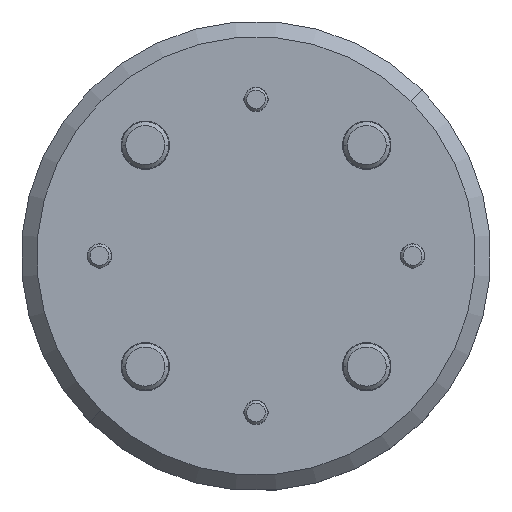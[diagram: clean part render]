
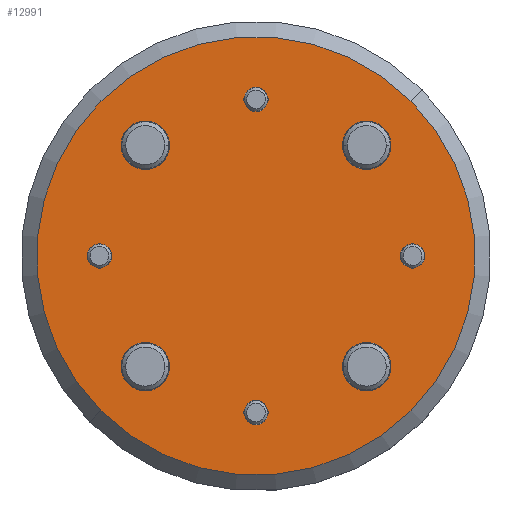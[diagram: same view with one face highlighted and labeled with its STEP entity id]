
A CAD part, top view. The second image highlights one B-rep face of the part: STEP entity #12991.
In plain terms, the highlighted planar face has unit normal (0, 0, 1).
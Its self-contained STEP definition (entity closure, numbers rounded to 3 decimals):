
#11933=CARTESIAN_POINT('Vertex',(-20.,3.1,8.)) ;
#11936=CARTESIAN_POINT('Axis2P3D Location',(-20.,0.,8.)) ;
#11940=CARTESIAN_POINT('Vertex',(-20.,-3.1,8.)) ;
#11960=CARTESIAN_POINT('Axis2P3D Location',(-20.,0.,8.)) ;
#11990=CARTESIAN_POINT('Vertex',(20.,3.1,8.)) ;
#11993=CARTESIAN_POINT('Axis2P3D Location',(20.,0.,8.)) ;
#11997=CARTESIAN_POINT('Vertex',(20.,-3.1,8.)) ;
#12017=CARTESIAN_POINT('Axis2P3D Location',(20.,0.,8.)) ;
#12047=CARTESIAN_POINT('Vertex',(3.1,20.,8.)) ;
#12050=CARTESIAN_POINT('Axis2P3D Location',(0.,20.,8.)) ;
#12054=CARTESIAN_POINT('Vertex',(-3.1,20.,8.)) ;
#12074=CARTESIAN_POINT('Axis2P3D Location',(0.,20.,8.)) ;
#12104=CARTESIAN_POINT('Vertex',(3.1,-20.,8.)) ;
#12107=CARTESIAN_POINT('Axis2P3D Location',(0.,-20.,8.)) ;
#12111=CARTESIAN_POINT('Vertex',(-3.1,-20.,8.)) ;
#12131=CARTESIAN_POINT('Axis2P3D Location',(0.,-20.,8.)) ;
#12430=CARTESIAN_POINT('Vertex',(15.692,-14.142,8.)) ;
#12433=CARTESIAN_POINT('Axis2P3D Location',(14.142,-14.142,8.)) ;
#12437=CARTESIAN_POINT('Vertex',(12.592,-14.142,8.)) ;
#12457=CARTESIAN_POINT('Axis2P3D Location',(14.142,-14.142,8.)) ;
#12535=CARTESIAN_POINT('Vertex',(-15.692,-14.142,8.)) ;
#12538=CARTESIAN_POINT('Axis2P3D Location',(-14.142,-14.142,8.)) ;
#12542=CARTESIAN_POINT('Vertex',(-12.592,-14.142,8.)) ;
#12562=CARTESIAN_POINT('Axis2P3D Location',(-14.142,-14.142,8.)) ;
#12640=CARTESIAN_POINT('Vertex',(-15.692,14.142,8.)) ;
#12643=CARTESIAN_POINT('Axis2P3D Location',(-14.142,14.142,8.)) ;
#12647=CARTESIAN_POINT('Vertex',(-12.592,14.142,8.)) ;
#12667=CARTESIAN_POINT('Axis2P3D Location',(-14.142,14.142,8.)) ;
#12745=CARTESIAN_POINT('Vertex',(15.692,14.142,8.)) ;
#12748=CARTESIAN_POINT('Axis2P3D Location',(14.142,14.142,8.)) ;
#12752=CARTESIAN_POINT('Vertex',(12.592,14.142,8.)) ;
#12772=CARTESIAN_POINT('Axis2P3D Location',(14.142,14.142,8.)) ;
#12936=CARTESIAN_POINT('Axis2P3D Location',(0.,0.,8.)) ;
#12941=CARTESIAN_POINT('Axis2P3D Location',(0.,0.,8.)) ;
#12945=CARTESIAN_POINT('Vertex',(-28.,0.,8.)) ;
#12947=CARTESIAN_POINT('Vertex',(28.,0.,8.)) ;
#12950=CARTESIAN_POINT('Axis2P3D Location',(0.,0.,8.)) ;
#11937=DIRECTION('Axis2P3D Direction',(0.,0.,-1.)) ;
#11961=DIRECTION('Axis2P3D Direction',(0.,0.,-1.)) ;
#11994=DIRECTION('Axis2P3D Direction',(0.,0.,-1.)) ;
#12018=DIRECTION('Axis2P3D Direction',(0.,0.,-1.)) ;
#12051=DIRECTION('Axis2P3D Direction',(0.,0.,-1.)) ;
#12075=DIRECTION('Axis2P3D Direction',(0.,0.,-1.)) ;
#12108=DIRECTION('Axis2P3D Direction',(0.,0.,-1.)) ;
#12132=DIRECTION('Axis2P3D Direction',(0.,0.,-1.)) ;
#12434=DIRECTION('Axis2P3D Direction',(0.,0.,1.)) ;
#12458=DIRECTION('Axis2P3D Direction',(0.,0.,1.)) ;
#12539=DIRECTION('Axis2P3D Direction',(0.,0.,1.)) ;
#12563=DIRECTION('Axis2P3D Direction',(0.,0.,1.)) ;
#12644=DIRECTION('Axis2P3D Direction',(0.,0.,1.)) ;
#12668=DIRECTION('Axis2P3D Direction',(0.,0.,1.)) ;
#12749=DIRECTION('Axis2P3D Direction',(0.,0.,1.)) ;
#12773=DIRECTION('Axis2P3D Direction',(0.,0.,1.)) ;
#12937=DIRECTION('Axis2P3D Direction',(0.,0.,1.)) ;
#12938=DIRECTION('Axis2P3D XDirection',(1.,0.,0.)) ;
#12942=DIRECTION('Axis2P3D Direction',(0.,0.,1.)) ;
#12951=DIRECTION('Axis2P3D Direction',(0.,0.,1.)) ;
#11938=AXIS2_PLACEMENT_3D('Circle Axis2P3D',#11936,#11937,$) ;
#11962=AXIS2_PLACEMENT_3D('Circle Axis2P3D',#11960,#11961,$) ;
#11995=AXIS2_PLACEMENT_3D('Circle Axis2P3D',#11993,#11994,$) ;
#12019=AXIS2_PLACEMENT_3D('Circle Axis2P3D',#12017,#12018,$) ;
#12052=AXIS2_PLACEMENT_3D('Circle Axis2P3D',#12050,#12051,$) ;
#12076=AXIS2_PLACEMENT_3D('Circle Axis2P3D',#12074,#12075,$) ;
#12109=AXIS2_PLACEMENT_3D('Circle Axis2P3D',#12107,#12108,$) ;
#12133=AXIS2_PLACEMENT_3D('Circle Axis2P3D',#12131,#12132,$) ;
#12435=AXIS2_PLACEMENT_3D('Circle Axis2P3D',#12433,#12434,$) ;
#12459=AXIS2_PLACEMENT_3D('Circle Axis2P3D',#12457,#12458,$) ;
#12540=AXIS2_PLACEMENT_3D('Circle Axis2P3D',#12538,#12539,$) ;
#12564=AXIS2_PLACEMENT_3D('Circle Axis2P3D',#12562,#12563,$) ;
#12645=AXIS2_PLACEMENT_3D('Circle Axis2P3D',#12643,#12644,$) ;
#12669=AXIS2_PLACEMENT_3D('Circle Axis2P3D',#12667,#12668,$) ;
#12750=AXIS2_PLACEMENT_3D('Circle Axis2P3D',#12748,#12749,$) ;
#12774=AXIS2_PLACEMENT_3D('Circle Axis2P3D',#12772,#12773,$) ;
#12939=AXIS2_PLACEMENT_3D('Plane Axis2P3D',#12936,#12937,#12938) ;
#12943=AXIS2_PLACEMENT_3D('Circle Axis2P3D',#12941,#12942,$) ;
#12952=AXIS2_PLACEMENT_3D('Circle Axis2P3D',#12950,#12951,$) ;
#12956=ORIENTED_EDGE('',*,*,#12949,.T.) ;
#12957=ORIENTED_EDGE('',*,*,#12954,.T.) ;
#12960=ORIENTED_EDGE('',*,*,#12776,.F.) ;
#12961=ORIENTED_EDGE('',*,*,#12754,.F.) ;
#12964=ORIENTED_EDGE('',*,*,#12461,.F.) ;
#12965=ORIENTED_EDGE('',*,*,#12439,.F.) ;
#12968=ORIENTED_EDGE('',*,*,#12566,.F.) ;
#12969=ORIENTED_EDGE('',*,*,#12544,.F.) ;
#12972=ORIENTED_EDGE('',*,*,#12671,.F.) ;
#12973=ORIENTED_EDGE('',*,*,#12649,.F.) ;
#12976=ORIENTED_EDGE('',*,*,#12113,.F.) ;
#12977=ORIENTED_EDGE('',*,*,#12135,.F.) ;
#12980=ORIENTED_EDGE('',*,*,#12056,.F.) ;
#12981=ORIENTED_EDGE('',*,*,#12078,.F.) ;
#12984=ORIENTED_EDGE('',*,*,#11999,.F.) ;
#12985=ORIENTED_EDGE('',*,*,#12021,.F.) ;
#12988=ORIENTED_EDGE('',*,*,#11942,.F.) ;
#12989=ORIENTED_EDGE('',*,*,#11964,.F.) ;
#12962=FACE_BOUND('',#12959,.T.) ;
#12966=FACE_BOUND('',#12963,.T.) ;
#12970=FACE_BOUND('',#12967,.T.) ;
#12974=FACE_BOUND('',#12971,.T.) ;
#12978=FACE_BOUND('',#12975,.T.) ;
#12982=FACE_BOUND('',#12979,.T.) ;
#12986=FACE_BOUND('',#12983,.T.) ;
#12990=FACE_BOUND('',#12987,.T.) ;
#12991=ADVANCED_FACE('PartBody',(#12958,#12962,#12966,#12970,#12974,#12978,#12982,#12986,#12990),#12940,.T.) ;
#11939=CIRCLE('generated circle',#11938,3.1) ;
#11963=CIRCLE('generated circle',#11962,3.1) ;
#11996=CIRCLE('generated circle',#11995,3.1) ;
#12020=CIRCLE('generated circle',#12019,3.1) ;
#12053=CIRCLE('generated circle',#12052,3.1) ;
#12077=CIRCLE('generated circle',#12076,3.1) ;
#12110=CIRCLE('generated circle',#12109,3.1) ;
#12134=CIRCLE('generated circle',#12133,3.1) ;
#12436=CIRCLE('generated circle',#12435,1.55) ;
#12460=CIRCLE('generated circle',#12459,1.55) ;
#12541=CIRCLE('generated circle',#12540,1.55) ;
#12565=CIRCLE('generated circle',#12564,1.55) ;
#12646=CIRCLE('generated circle',#12645,1.55) ;
#12670=CIRCLE('generated circle',#12669,1.55) ;
#12751=CIRCLE('generated circle',#12750,1.55) ;
#12775=CIRCLE('generated circle',#12774,1.55) ;
#12944=CIRCLE('generated circle',#12943,28.) ;
#12953=CIRCLE('generated circle',#12952,28.) ;
#11942=EDGE_CURVE('',#11934,#11941,#11939,.F.) ;
#11964=EDGE_CURVE('',#11941,#11934,#11963,.F.) ;
#11999=EDGE_CURVE('',#11991,#11998,#11996,.F.) ;
#12021=EDGE_CURVE('',#11998,#11991,#12020,.F.) ;
#12056=EDGE_CURVE('',#12048,#12055,#12053,.F.) ;
#12078=EDGE_CURVE('',#12055,#12048,#12077,.F.) ;
#12113=EDGE_CURVE('',#12105,#12112,#12110,.F.) ;
#12135=EDGE_CURVE('',#12112,#12105,#12134,.F.) ;
#12439=EDGE_CURVE('',#12431,#12438,#12436,.T.) ;
#12461=EDGE_CURVE('',#12438,#12431,#12460,.T.) ;
#12544=EDGE_CURVE('',#12536,#12543,#12541,.T.) ;
#12566=EDGE_CURVE('',#12543,#12536,#12565,.T.) ;
#12649=EDGE_CURVE('',#12641,#12648,#12646,.T.) ;
#12671=EDGE_CURVE('',#12648,#12641,#12670,.T.) ;
#12754=EDGE_CURVE('',#12746,#12753,#12751,.T.) ;
#12776=EDGE_CURVE('',#12753,#12746,#12775,.T.) ;
#12949=EDGE_CURVE('',#12946,#12948,#12944,.T.) ;
#12954=EDGE_CURVE('',#12948,#12946,#12953,.T.) ;
#12955=EDGE_LOOP('',(#12956,#12957)) ;
#12959=EDGE_LOOP('',(#12960,#12961)) ;
#12963=EDGE_LOOP('',(#12964,#12965)) ;
#12967=EDGE_LOOP('',(#12968,#12969)) ;
#12971=EDGE_LOOP('',(#12972,#12973)) ;
#12975=EDGE_LOOP('',(#12976,#12977)) ;
#12979=EDGE_LOOP('',(#12980,#12981)) ;
#12983=EDGE_LOOP('',(#12984,#12985)) ;
#12987=EDGE_LOOP('',(#12988,#12989)) ;
#12958=FACE_OUTER_BOUND('',#12955,.T.) ;
#12940=PLANE('',#12939) ;
#11934=VERTEX_POINT('',#11933) ;
#11941=VERTEX_POINT('',#11940) ;
#11991=VERTEX_POINT('',#11990) ;
#11998=VERTEX_POINT('',#11997) ;
#12048=VERTEX_POINT('',#12047) ;
#12055=VERTEX_POINT('',#12054) ;
#12105=VERTEX_POINT('',#12104) ;
#12112=VERTEX_POINT('',#12111) ;
#12431=VERTEX_POINT('',#12430) ;
#12438=VERTEX_POINT('',#12437) ;
#12536=VERTEX_POINT('',#12535) ;
#12543=VERTEX_POINT('',#12542) ;
#12641=VERTEX_POINT('',#12640) ;
#12648=VERTEX_POINT('',#12647) ;
#12746=VERTEX_POINT('',#12745) ;
#12753=VERTEX_POINT('',#12752) ;
#12946=VERTEX_POINT('',#12945) ;
#12948=VERTEX_POINT('',#12947) ;
